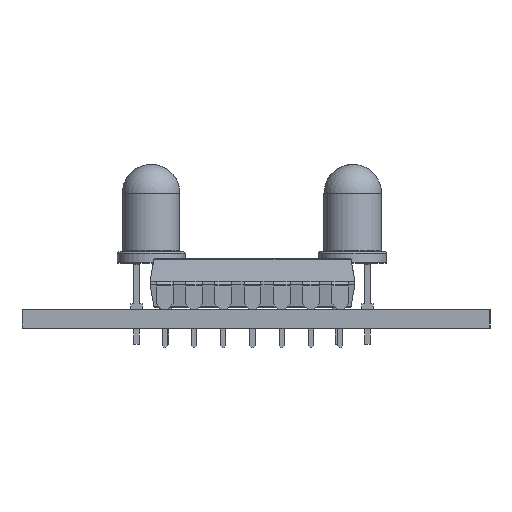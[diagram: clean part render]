
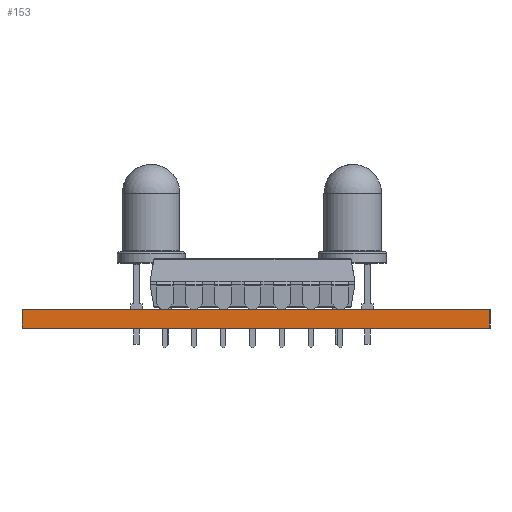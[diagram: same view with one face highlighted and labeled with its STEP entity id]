
A CAD part, left-side view. The second image highlights one B-rep face of the part: STEP entity #153.
In plain terms, the highlighted planar face has unit normal (-1, 0, 0).
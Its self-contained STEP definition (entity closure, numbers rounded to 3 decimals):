
#97 = VERTEX_POINT('',#98);
#98 = CARTESIAN_POINT('',(-45.,20.,0.803));
#104 = EDGE_CURVE('',#105,#97,#107,.T.);
#105 = VERTEX_POINT('',#106);
#106 = CARTESIAN_POINT('',(-45.,20.,-0.803));
#107 = LINE('',#108,#109);
#108 = CARTESIAN_POINT('',(-45.,20.,-0.803));
#109 = VECTOR('',#110,1.);
#110 = DIRECTION('',(0.,0.,1.));
#153 = ADVANCED_FACE('',(#154),#179,.F.);
#154 = FACE_BOUND('',#155,.F.);
#155 = EDGE_LOOP('',(#156,#157,#165,#173));
#156 = ORIENTED_EDGE('',*,*,#104,.T.);
#157 = ORIENTED_EDGE('',*,*,#158,.T.);
#158 = EDGE_CURVE('',#97,#159,#161,.T.);
#159 = VERTEX_POINT('',#160);
#160 = CARTESIAN_POINT('',(-45.,-20.61,0.803));
#161 = LINE('',#162,#163);
#162 = CARTESIAN_POINT('',(-45.,20.,0.803));
#163 = VECTOR('',#164,1.);
#164 = DIRECTION('',(0.,-1.,0.));
#165 = ORIENTED_EDGE('',*,*,#166,.F.);
#166 = EDGE_CURVE('',#167,#159,#169,.T.);
#167 = VERTEX_POINT('',#168);
#168 = CARTESIAN_POINT('',(-45.,-20.61,-0.803));
#169 = LINE('',#170,#171);
#170 = CARTESIAN_POINT('',(-45.,-20.61,-0.803));
#171 = VECTOR('',#172,1.);
#172 = DIRECTION('',(0.,0.,1.));
#173 = ORIENTED_EDGE('',*,*,#174,.F.);
#174 = EDGE_CURVE('',#105,#167,#175,.T.);
#175 = LINE('',#176,#177);
#176 = CARTESIAN_POINT('',(-45.,20.,-0.803));
#177 = VECTOR('',#178,1.);
#178 = DIRECTION('',(0.,-1.,0.));
#179 = PLANE('',#180);
#180 = AXIS2_PLACEMENT_3D('',#181,#182,#183);
#181 = CARTESIAN_POINT('',(-45.,20.,-0.803));
#182 = DIRECTION('',(1.,0.,0.));
#183 = DIRECTION('',(0.,-1.,0.));
